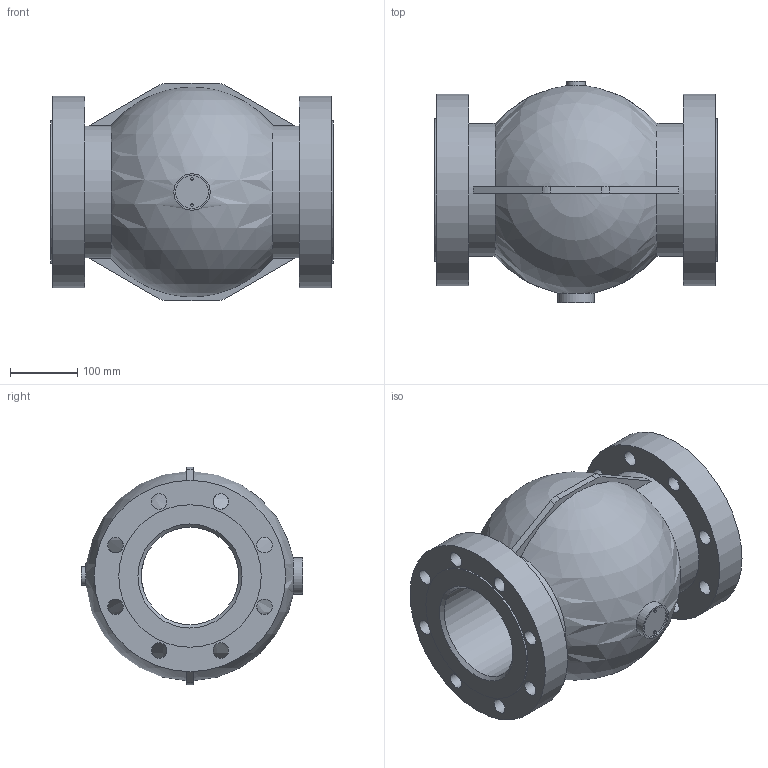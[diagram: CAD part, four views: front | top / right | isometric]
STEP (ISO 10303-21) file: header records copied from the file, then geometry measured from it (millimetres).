
FILE_DESCRIPTION((''),'2;1');
FILE_NAME('Quetschventil DN150 Standard.stp','2015-09-07T14:47:25',('hellwig'),(''),'Autodesk Inventor 2013','Autodesk Inventor 2013','');
FILE_SCHEMA(('AUTOMOTIVE_DESIGN { 1 0 10303 214 1 1 1 1 }'));
Length unit declared in the file: millimetre
Products named in the file (1): Quetschventil DN150 Standard
Bounding box: 420 x 330 x 324 mm (x, y, z)
Volume: 16210722.3 mm3; surface area: 782723.7 mm2
Topology: 1 solids, 1 shells, 70 faces, 188 edges, 129 vertices
Faces by surface type: cylinder 37, plane 29, cone 2, sphere 2
Full cylindrical faces by diameter (mm): 4 x2, 14.95 x1, 23 x16, 27 x1, 49 x1, 54 x1, 145 x1, 198 x2, 212 x2, 285 x2
Entity records: 2080 total; most frequent: CARTESIAN_POINT 376, DIRECTION 364, ORIENTED_EDGE 280, AXIS2_PLACEMENT_3D 158, EDGE_LOOP 146, EDGE_CURVE 140, VERTEX_POINT 112, CIRCLE 83
